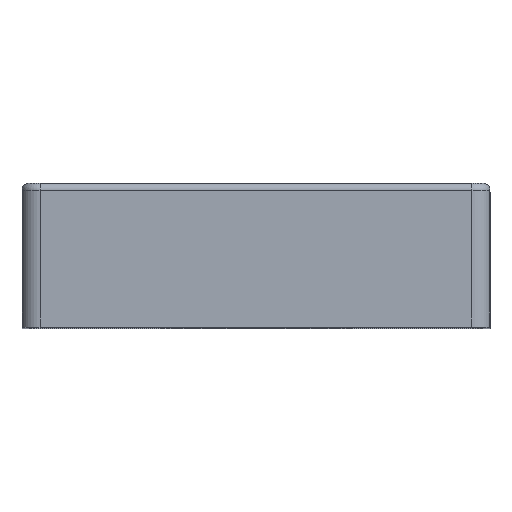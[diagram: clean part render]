
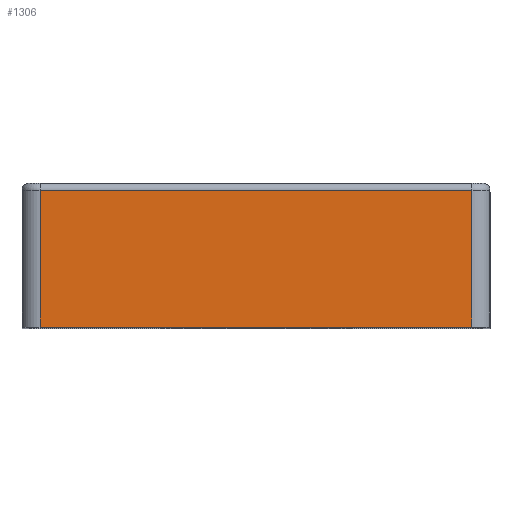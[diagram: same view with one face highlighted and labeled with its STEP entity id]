
A CAD part, top view. The second image highlights one B-rep face of the part: STEP entity #1306.
In plain terms, the highlighted planar face has unit normal (0, 0, 1).
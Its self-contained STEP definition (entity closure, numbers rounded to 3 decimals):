
#56=PLANE('',#1470);
#115=FACE_OUTER_BOUND('',#202,.T.);
#202=EDGE_LOOP('',(#1042,#1043,#1044,#1045));
#290=LINE('',#2253,#376);
#294=LINE('',#2262,#380);
#295=LINE('',#2266,#381);
#296=LINE('',#2267,#382);
#376=VECTOR('',#1820,10.);
#380=VECTOR('',#1828,10.);
#381=VECTOR('',#1833,10.);
#382=VECTOR('',#1834,10.);
#576=VERTEX_POINT('',#2207);
#591=VERTEX_POINT('',#2247);
#594=VERTEX_POINT('',#2261);
#595=VERTEX_POINT('',#2265);
#750=EDGE_CURVE('',#576,#591,#290,.T.);
#754=EDGE_CURVE('',#591,#594,#294,.T.);
#756=EDGE_CURVE('',#595,#576,#295,.T.);
#757=EDGE_CURVE('',#595,#594,#296,.T.);
#1042=ORIENTED_EDGE('',*,*,#750,.F.);
#1043=ORIENTED_EDGE('',*,*,#756,.F.);
#1044=ORIENTED_EDGE('',*,*,#757,.T.);
#1045=ORIENTED_EDGE('',*,*,#754,.F.);
#1306=ADVANCED_FACE('',(#115),#56,.T.);
#1470=AXIS2_PLACEMENT_3D('',#2264,#1831,#1832);
#1820=DIRECTION('',(1.,0.,0.));
#1828=DIRECTION('',(0.,-1.,0.));
#1831=DIRECTION('center_axis',(0.,0.,1.));
#1832=DIRECTION('ref_axis',(1.,0.,0.));
#1833=DIRECTION('',(0.,1.,0.));
#1834=DIRECTION('',(1.,0.,0.));
#2207=CARTESIAN_POINT('',(-30.,19.,75.));
#2247=CARTESIAN_POINT('',(30.,19.,75.));
#2253=CARTESIAN_POINT('',(-16.25,19.,75.));
#2261=CARTESIAN_POINT('',(30.,0.,75.));
#2262=CARTESIAN_POINT('',(30.,0.,75.));
#2264=CARTESIAN_POINT('Origin',(-32.5,0.,75.));
#2265=CARTESIAN_POINT('',(-30.,0.,75.));
#2266=CARTESIAN_POINT('',(-30.,0.,75.));
#2267=CARTESIAN_POINT('',(-32.5,0.,75.));
